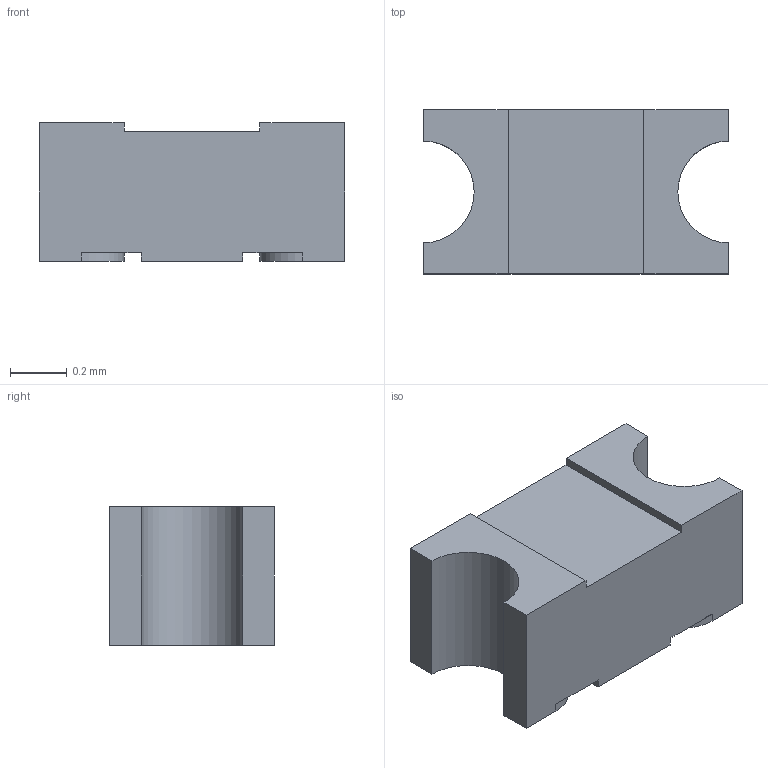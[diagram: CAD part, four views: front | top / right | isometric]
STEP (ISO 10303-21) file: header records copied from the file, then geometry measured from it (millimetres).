
FILE_DESCRIPTION (( 'STEP AP203' ), '1' );
FILE_NAME ('MF-ASML020)6.STEP', '2019-03-03T06:05:35', ( '' ), ( '' ), 'SwSTEP 2.0', 'SolidWorks 2018', '' );
FILE_SCHEMA (( 'CONFIG_CONTROL_DESIGN' ));
Length unit declared in the file: millimetre
Products named in the file (1): MF-ASML020)6
Bounding box: 1.08 x 0.58 x 0.49 mm (x, y, z)
Volume: 0.2 mm3; surface area: 2.9 mm2
Topology: 1 solids, 1 shells, 27 faces, 75 edges, 50 vertices
Faces by surface type: plane 20, cylinder 7
Entity records: 940 total; most frequent: CARTESIAN_POINT 153, ORIENTED_EDGE 150, DIRECTION 145, EDGE_CURVE 75, VECTOR 61, LINE 61, VERTEX_POINT 50, AXIS2_PLACEMENT_3D 42
